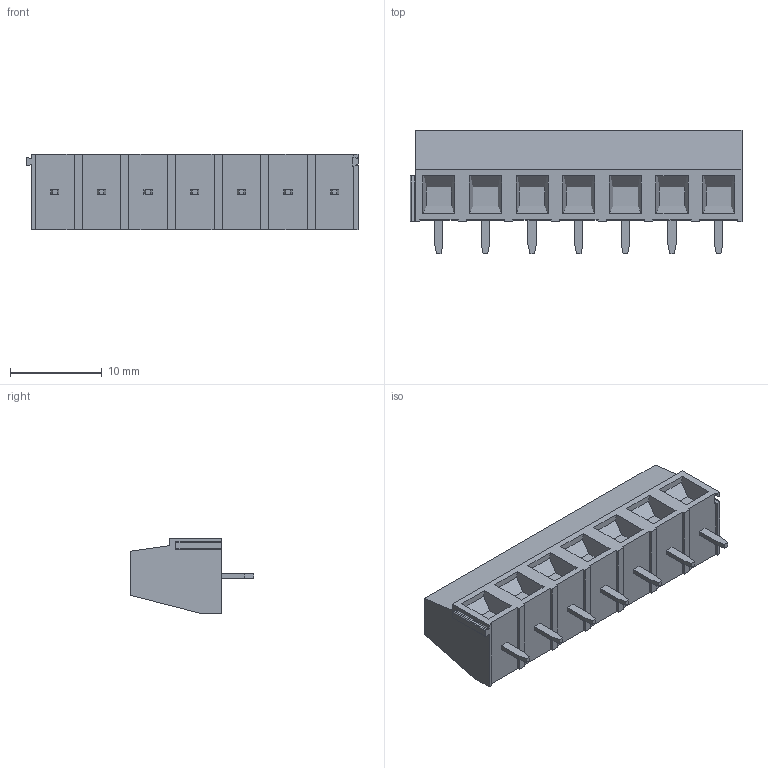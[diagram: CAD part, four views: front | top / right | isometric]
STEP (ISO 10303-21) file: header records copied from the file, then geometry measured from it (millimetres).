
FILE_DESCRIPTION((''),'2;1');
FILE_NAME('C-282837-7','2009-03-16T',('workeradm'),('Tyco Electronics Corporation'),'PRO/ENGINEER BY PARAMETRIC TECHNOLOGY CORPORATION, 2007390','PRO/ENGINEER BY PARAMETRIC TECHNOLOGY CORPORATION, 2007390','');
FILE_SCHEMA(('AUTOMOTIVE_DESIGN { 1 0 10303 214 1 1 1 1 }'));
Length unit declared in the file: millimetre
Products named in the file (1): C-282837-7
Bounding box: 36.16 x 13.5 x 8.2 mm (x, y, z)
Volume: 2194.5 mm3; surface area: 1726.2 mm2
Topology: 1 solids, 1 shells, 262 faces, 699 edges, 466 vertices
Faces by surface type: plane 228, cylinder 34
Entity records: 8178 total; most frequent: CARTESIAN_POINT 1428, ORIENTED_EDGE 1398, DIRECTION 1319, EDGE_CURVE 699, VECTOR 603, LINE 603, VERTEX_POINT 466, AXIS2_PLACEMENT_3D 358
